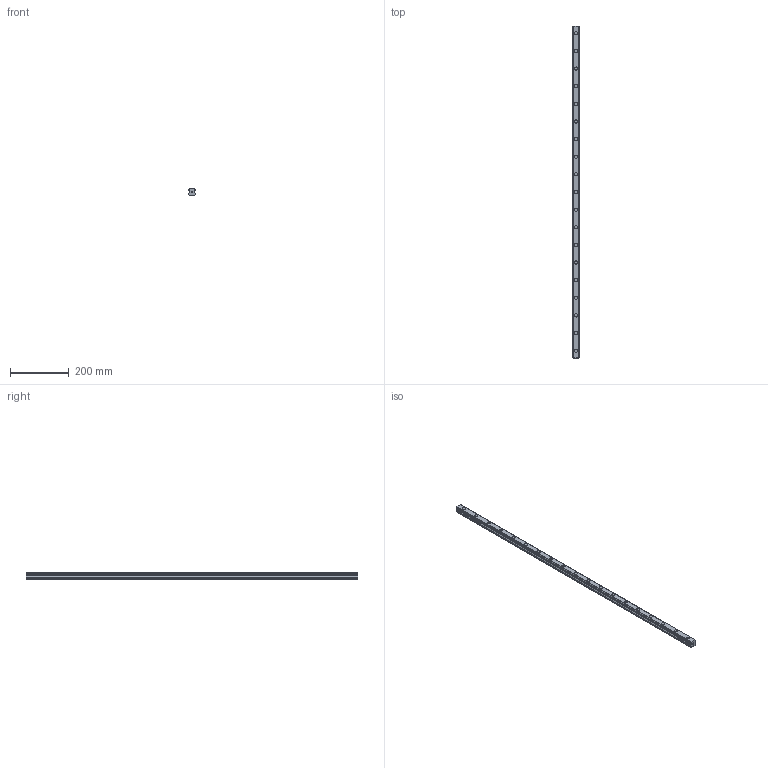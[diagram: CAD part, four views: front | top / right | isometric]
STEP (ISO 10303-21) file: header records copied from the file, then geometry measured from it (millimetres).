
FILE_DESCRIPTION(('STEP AP214'),'1');
FILE_NAME('cctmp_8306A850-1922-48D4-B219-2C5E49B512AD_2020_6_9_10_52_9_471..stp','2020-06-09T08:52:09',('HIWIN GmbH'),('CADClick - www.CADClick.com'),'Spatial InterOp 3D',' ','unknown authorization');
FILE_SCHEMA(('AUTOMOTIVE_DESIGN'));
Length unit declared in the file: millimetre
Products named in the file (1): HGR25R1130H_FILE
Bounding box: 23 x 1130 x 22 mm (x, y, z)
Volume: 469572 mm3; surface area: 116731.1 mm2
Topology: 1 solids, 1 shells, 339 faces, 885 edges, 590 vertices
Faces by surface type: plane 203, cylinder 136
Entity records: 13339 total; most frequent: DIRECTION 1989, CARTESIAN_POINT 1815, ORIENTED_EDGE 1770, EDGE_CURVE 885, AXIS2_PLACEMENT_3D 764, VERTEX_POINT 590, LINE 461, VECTOR 461
